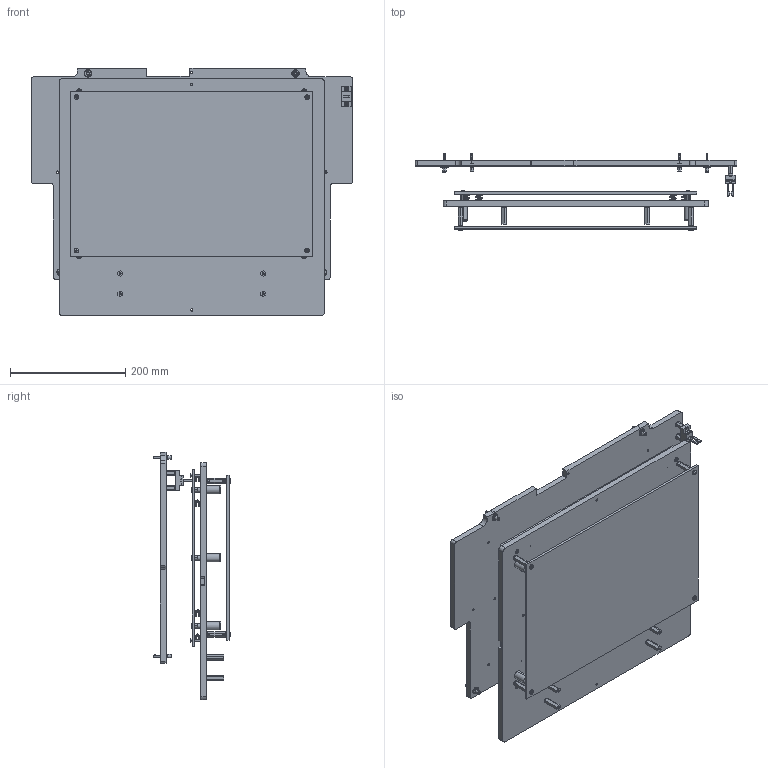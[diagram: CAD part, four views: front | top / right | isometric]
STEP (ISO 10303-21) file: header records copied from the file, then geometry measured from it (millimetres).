
FILE_DESCRIPTION (( 'STEP AP214' ), '1' );
FILE_NAME ('28491~0.STEP', '2019-04-03T12:12:12', ( '' ), ( '' ), 'SwSTEP 2.0', 'SolidWorks 2018', '' );
FILE_SCHEMA (( 'AUTOMOTIVE_DESIGN' ));
Length unit declared in the file: millimetre
Products named in the file (18): 28491~0; 2900~0; 2212~3; 10524~0; 11654~0; 1583~0_Hub 4mm<Standard>; 12436~0; 27201~0; 27211~0; 2898~0_M 4 x 10; 20839~0; 2645~0; 3827~0; 3275~0; 27202~3; 2196~6; 27242~2; 2229~6
Assembly tree (53 placements, depth 2):
  28491~0
    27202~3
    27201~0
    27211~0
    27242~2
    2196~6  x3
    2229~6  x3
    2212~3  x4
    1583~0_Hub 4mm<Standard>  x8
    11654~0  x2
    20839~0
    10524~0  x5
    2645~0  x4
    3827~0  x4
    12436~0  x4
    2898~0_M 4 x 10  x3
    2900~0  x4
    3275~0  x4
Bounding box: 557.5 x 134.32 x 429 mm (x, y, z)
Volume: 4781728.4 mm3; surface area: 1349264.8 mm2
Topology: 63 solids, 63 shells, 1926 faces, 4576 edges, 2867 vertices
Faces by surface type: cylinder 718, plane 646, cone 436, torus 102, bspline 16, sphere 8
Entity records: 31349 total; most frequent: CARTESIAN_POINT 6566, DIRECTION 4951, ORIENTED_EDGE 4070, EDGE_CURVE 2035, AXIS2_PLACEMENT_3D 2013, VERTEX_POINT 1306, CIRCLE 1088, EDGE_LOOP 1083
